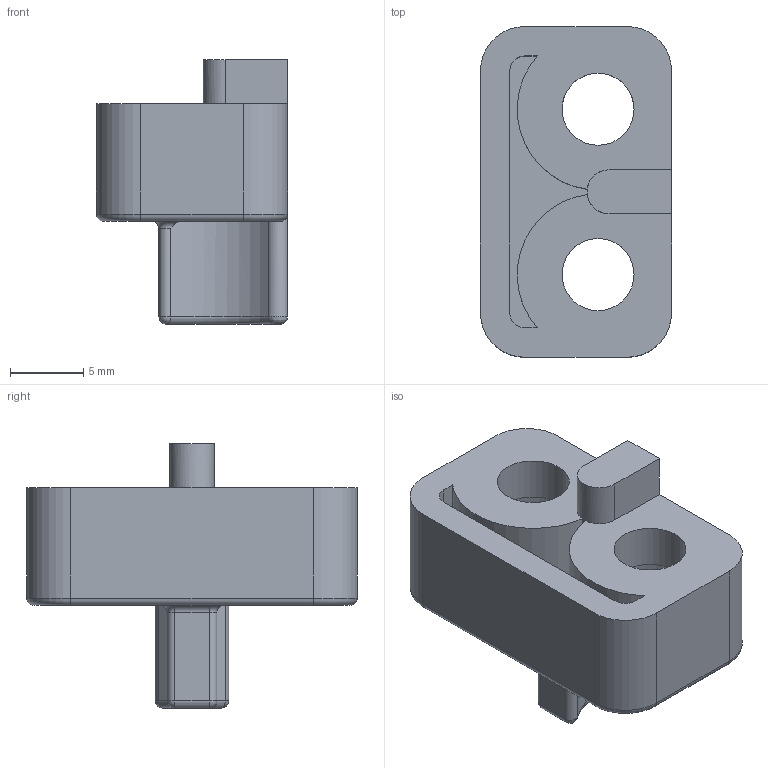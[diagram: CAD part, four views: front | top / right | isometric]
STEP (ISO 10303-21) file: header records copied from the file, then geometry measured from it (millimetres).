
FILE_DESCRIPTION(/* description */ (''),/* implementation_level */ '2;1');
FILE_NAME(/* name */ 'K8800-EH.stp',/* time_stamp */ '2017-11-30T09:48:09+01:00',/* author */ ('jange'),/* organization */ (''),/* preprocessor_version */ 'ST-DEVELOPER v17',/* originating_system */ 'Autodesk Inventor 2018',/* authorisation */ '');
FILE_SCHEMA (('AUTOMOTIVE_DESIGN { 1 0 10303 214 3 1 1 }'));
Length unit declared in the file: millimetre
Products named in the file (1): CRADLE HINGE
Bounding box: 13 x 22.5 x 18 mm (x, y, z)
Volume: 1575.2 mm3; surface area: 1881.4 mm2
Topology: 1 solids, 1 shells, 58 faces, 144 edges, 88 vertices
Faces by surface type: cylinder 27, plane 19, torus 8, sphere 2, bspline 2
Full cylindrical faces by diameter (mm): 4.9 x2, 9 x2
Entity records: 1825 total; most frequent: CARTESIAN_POINT 355, DIRECTION 328, ORIENTED_EDGE 288, EDGE_CURVE 144, AXIS2_PLACEMENT_3D 131, VERTEX_POINT 88, CIRCLE 74, LINE 66
